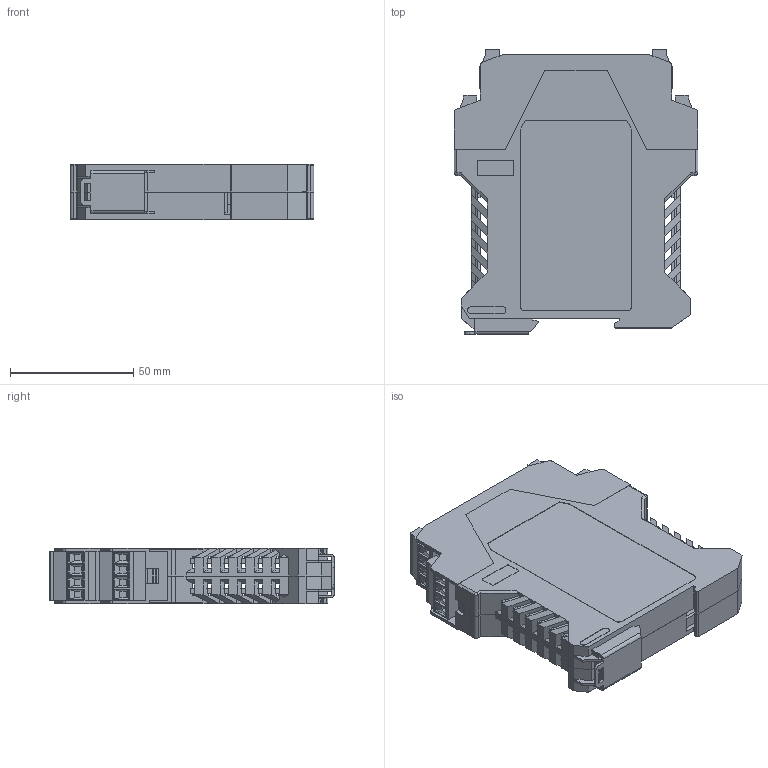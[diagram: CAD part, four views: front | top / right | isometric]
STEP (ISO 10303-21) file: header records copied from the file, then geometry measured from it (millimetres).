
FILE_DESCRIPTION (( 'STEP AP203' ), '1' );
FILE_NAME ('280-Viper-22-P (STEP format).STEP', '2017-06-06T10:43:35', ( '' ), ( '' ), 'SwSTEP 2.0', 'SolidWorks 2015', '' );
FILE_SCHEMA (( 'CONFIG_CONTROL_DESIGN' ));
Length unit declared in the file: millimetre
Products named in the file (1): 280-Viper-22-P (STEP format)
Bounding box: 99 x 115.6 x 22.6 mm (x, y, z)
Volume: 68441.3 mm3; surface area: 76634.6 mm2
Topology: 14 solids, 16 shells, 2339 faces, 6556 edges, 4253 vertices
Faces by surface type: plane 1902, cylinder 393, cone 36, bspline 8
Entity records: 74539 total; most frequent: CARTESIAN_POINT 13902, ORIENTED_EDGE 13112, DIRECTION 11912, EDGE_CURVE 6556, VECTOR 5444, LINE 5444, VERTEX_POINT 4256, AXIS2_PLACEMENT_3D 3234
